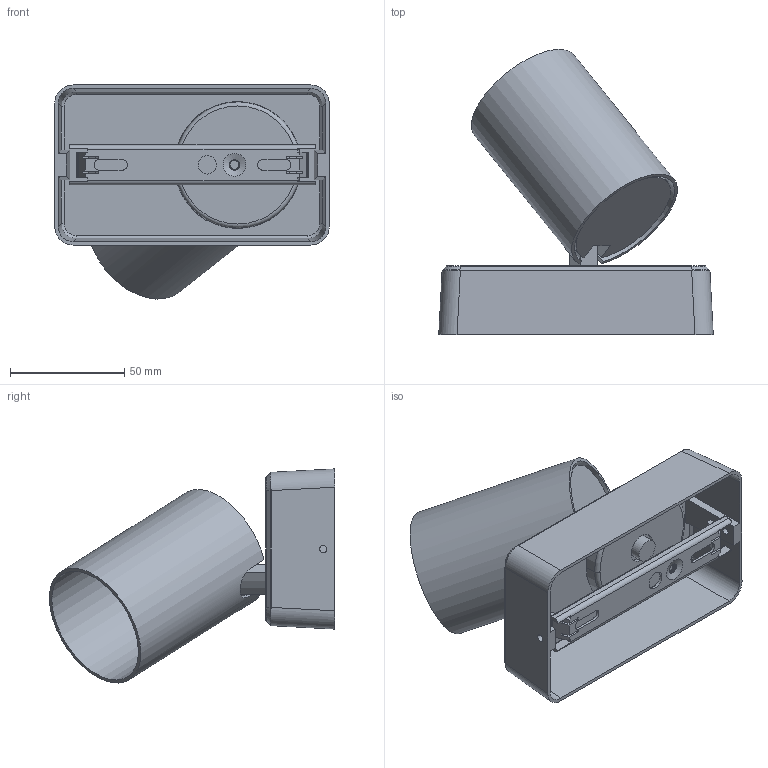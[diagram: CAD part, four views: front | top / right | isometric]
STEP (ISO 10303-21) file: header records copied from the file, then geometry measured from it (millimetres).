
FILE_DESCRIPTION(/* description */ (''),/* implementation_level */ '2;1');
FILE_NAME(/* name */ '3001A.step',/* time_stamp */ '2020-07-27T11:01:08+08:00',/* author */ (''),/* organization */ (''),/* preprocessor_version */ 'ST-DEVELOPER v16',/* originating_system */ 'SIEMENS PLM Software NX 10.0',/* authorisation */ '');
FILE_SCHEMA (('AUTOMOTIVE_DESIGN { 1 0 10303 214 3 1 1 1 }'));
Length unit declared in the file: millimetre
Products named in the file (5): 灯杯（特殊）; 302支架（特殊）; 300灯罩（特殊）; 挂板（特殊）; 3001A_step
Assembly tree (4 placements, depth 2):
  3001A_step
    挂板（特殊）
    300灯罩（特殊）
    302支架（特殊）
    灯杯（特殊）
Bounding box: 120 x 124.7 x 93.61 mm (x, y, z)
Volume: 102437.5 mm3; surface area: 84778.7 mm2
Topology: 5 solids, 5 shells, 195 faces, 508 edges, 330 vertices
Faces by surface type: plane 111, cylinder 52, bspline 19, torus 7, cone 6
Full cylindrical faces by diameter (mm): 4 x3, 8 x1, 10 x1, 40 x1, 50 x1, 53 x2, 56 x1
Entity records: 7826 total; most frequent: CARTESIAN_POINT 3136, ORIENTED_EDGE 974, DIRECTION 866, EDGE_CURVE 487, VERTEX_POINT 321, LINE 294, VECTOR 294, AXIS2_PLACEMENT_3D 286
